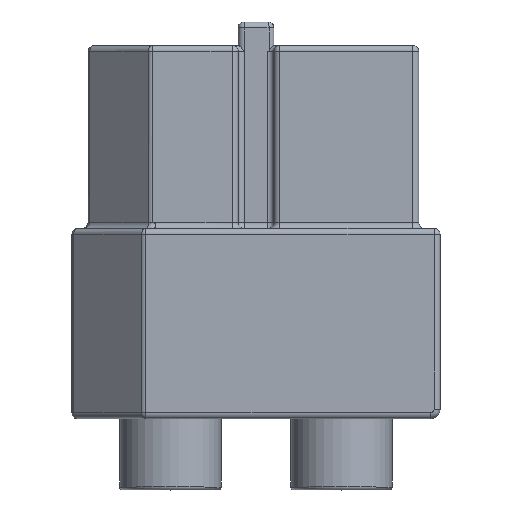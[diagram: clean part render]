
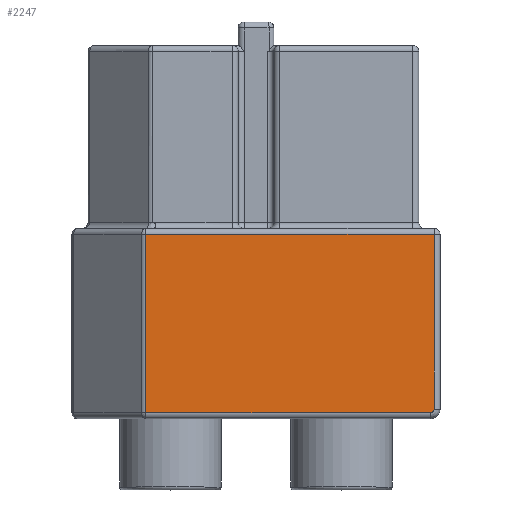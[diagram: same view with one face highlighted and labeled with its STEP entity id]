
A CAD part, top view. The second image highlights one B-rep face of the part: STEP entity #2247.
In plain terms, the highlighted planar face has unit normal (0, 0, 1).
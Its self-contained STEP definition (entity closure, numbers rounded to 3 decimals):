
#187=LINE('',#4239,#312);
#189=LINE('',#4242,#314);
#191=LINE('',#4247,#316);
#201=LINE('',#4289,#326);
#312=VECTOR('',#3163,1000.);
#314=VECTOR('',#3167,1000.);
#316=VECTOR('',#3173,1000.);
#326=VECTOR('',#3227,1000.);
#528=FACE_OUTER_BOUND('',#683,.T.);
#683=EDGE_LOOP('',(#1838,#1839,#1840,#1841,#1842));
#846=CIRCLE('',#2545,0.15);
#992=VERTEX_POINT('',#4182);
#994=VERTEX_POINT('',#4187);
#1008=VERTEX_POINT('',#4237);
#1009=VERTEX_POINT('',#4246);
#1019=VERTEX_POINT('',#4287);
#1275=EDGE_CURVE('',#1008,#992,#187,.T.);
#1277=EDGE_CURVE('',#992,#994,#189,.T.);
#1279=EDGE_CURVE('',#994,#1009,#191,.T.);
#1299=EDGE_CURVE('',#1009,#1019,#846,.T.);
#1300=EDGE_CURVE('',#1019,#1008,#201,.T.);
#1838=ORIENTED_EDGE('',*,*,#1299,.F.);
#1839=ORIENTED_EDGE('',*,*,#1279,.F.);
#1840=ORIENTED_EDGE('',*,*,#1277,.F.);
#1841=ORIENTED_EDGE('',*,*,#1275,.F.);
#1842=ORIENTED_EDGE('',*,*,#1300,.F.);
#1968=PLANE('',#2544);
#2247=ADVANCED_FACE('',(#528),#1968,.F.);
#2544=AXIS2_PLACEMENT_3D('',#4286,#3223,#3224);
#2545=AXIS2_PLACEMENT_3D('',#4288,#3225,#3226);
#3163=DIRECTION('',(0.,1.,0.));
#3167=DIRECTION('',(1.,0.,0.));
#3173=DIRECTION('',(0.,-1.,0.));
#3223=DIRECTION('center_axis',(0.,0.,
-1.));
#3224=DIRECTION('ref_axis',(0.,-1.,0.));
#3225=DIRECTION('center_axis',(0.,0.,
-1.));
#3226=DIRECTION('ref_axis',(0.,1.,0.));
#3227=DIRECTION('',(-1.,0.,0.));
#4182=CARTESIAN_POINT('',(-4.64,-0.253,4.069));
#4187=CARTESIAN_POINT('',(7.501,-0.253,4.069));
#4237=CARTESIAN_POINT('',(-4.64,-7.758,4.069));
#4239=CARTESIAN_POINT('',(-4.64,-6.628,4.069));
#4242=CARTESIAN_POINT('',(-4.76,-0.253,4.069));
#4246=CARTESIAN_POINT('',(7.501,-7.608,4.069));
#4247=CARTESIAN_POINT('',(7.502,-6.878,4.069));
#4286=CARTESIAN_POINT('Origin',(-7.864,-6.878,4.069));
#4287=CARTESIAN_POINT('',(7.352,-7.758,4.069));
#4288=CARTESIAN_POINT('Origin',(7.352,-7.608,4.069));
#4289=CARTESIAN_POINT('',(7.622,-7.758,4.069));
